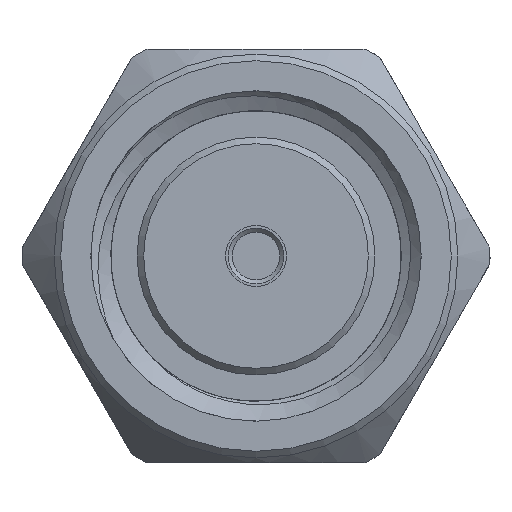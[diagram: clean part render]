
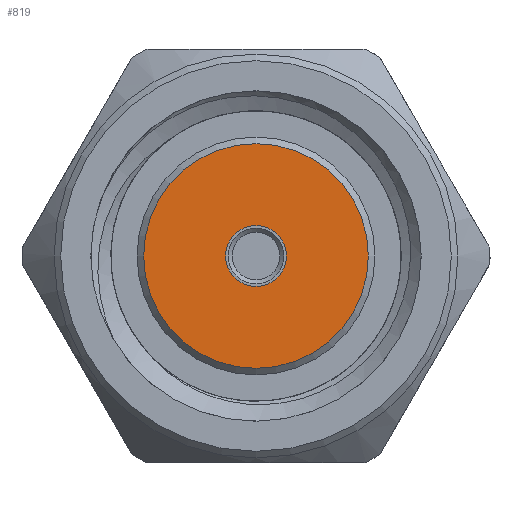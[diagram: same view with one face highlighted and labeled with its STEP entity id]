
A CAD part, left-side view. The second image highlights one B-rep face of the part: STEP entity #819.
In plain terms, the highlighted planar face has unit normal (-1, 0, 0).
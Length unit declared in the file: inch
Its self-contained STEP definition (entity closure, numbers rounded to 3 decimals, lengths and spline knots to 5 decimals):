
#226 = CIRCLE ( 'NONE', #3826, 0.023 ) ;
#660 = EDGE_CURVE ( 'NONE', #1955, #1955, #226, .T. ) ;
#739 = CARTESIAN_POINT ( 'NONE',  ( 0.12, 0., 0.023 ) ) ;
#819 = ADVANCED_FACE ( 'NONE', ( #4554, #2099 ), #4125, .F. ) ;
#995 = DIRECTION ( 'NONE',  ( -1., 0., 0. ) ) ;
#1031 = DIRECTION ( 'NONE',  ( 0., 0., 1. ) ) ;
#1955 = VERTEX_POINT ( 'NONE', #739 ) ;
#1966 = EDGE_CURVE ( 'NONE', #5856, #5856, #3878, .T. ) ;
#2099 = FACE_OUTER_BOUND ( 'NONE', #5686, .T. ) ;
#2130 = DIRECTION ( 'NONE',  ( 1., 0., 0. ) ) ;
#2142 = EDGE_LOOP ( 'NONE', ( #3767 ) ) ;
#2242 = CARTESIAN_POINT ( 'NONE',  ( 0.12, 0., -0.085 ) ) ;
#2711 = AXIS2_PLACEMENT_3D ( 'NONE', #6223, #4275, #2741 ) ;
#2741 = DIRECTION ( 'NONE',  ( 0., 0., -1. ) ) ;
#2959 = CARTESIAN_POINT ( 'NONE',  ( 0.12, 0., 0. ) ) ;
#3767 = ORIENTED_EDGE ( 'NONE', *, *, #660, .F. ) ;
#3826 = AXIS2_PLACEMENT_3D ( 'NONE', #5546, #995, #1031 ) ;
#3878 = CIRCLE ( 'NONE', #2711, 0.085 ) ;
#4125 = PLANE ( 'NONE',  #5423 ) ;
#4275 = DIRECTION ( 'NONE',  ( -1., 0., 0. ) ) ;
#4554 = FACE_BOUND ( 'NONE', #2142, .T. ) ;
#4781 = DIRECTION ( 'NONE',  ( 0., 0.5, -0.866 ) ) ;
#5125 = ORIENTED_EDGE ( 'NONE', *, *, #1966, .T. ) ;
#5423 = AXIS2_PLACEMENT_3D ( 'NONE', #2959, #2130, #4781 ) ;
#5546 = CARTESIAN_POINT ( 'NONE',  ( 0.12, 0., 0. ) ) ;
#5686 = EDGE_LOOP ( 'NONE', ( #5125 ) ) ;
#5856 = VERTEX_POINT ( 'NONE', #2242 ) ;
#6223 = CARTESIAN_POINT ( 'NONE',  ( 0.12, 0., 0. ) ) ;
